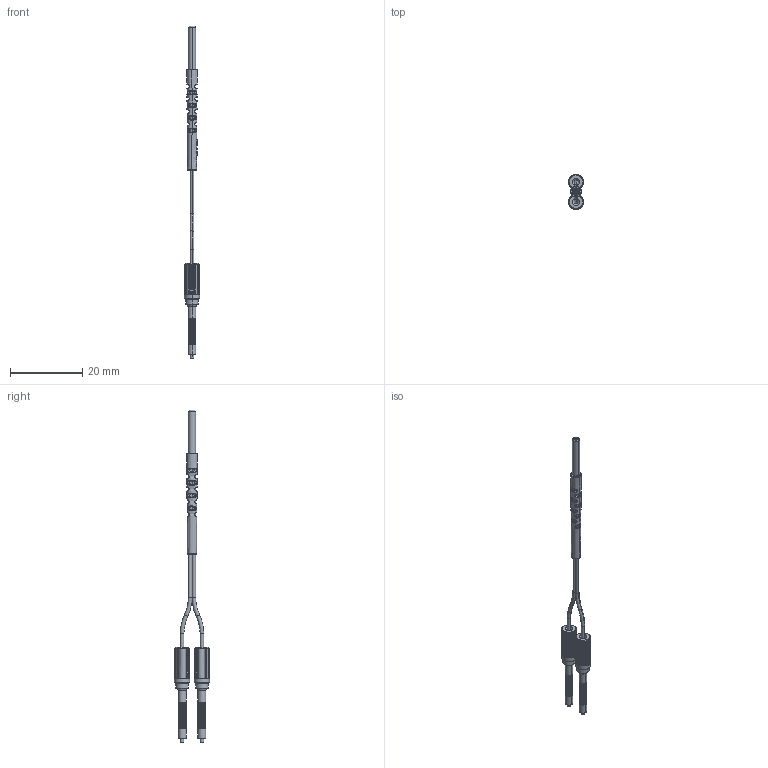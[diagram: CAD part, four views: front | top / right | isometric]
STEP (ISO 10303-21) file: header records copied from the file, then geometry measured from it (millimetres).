
FILE_DESCRIPTION((''),'2;1');
FILE_NAME('PRS2Y10_ASM','2020-06-05T14:17:46',('Administrator'),(''),'CREO PARAMETRIC BY PTC INC, 2018400','CREO PARAMETRIC BY PTC INC, 2018400','');
FILE_SCHEMA(('AUTOMOTIVE_DESIGN { 1 0 10303 214 1 1 1 1 }'));
Length unit declared in the file: millimetre
Products named in the file (6): 2-12TOU_; 10XXX__; JW22_10___; PT2_1___; 10XIAN_3MMHT___ASM; PRS2Y10_ASM
Assembly tree (6 placements, depth 3):
  PRS2Y10_ASM
    2-12TOU_
    10XIAN_3MMHT___ASM
      10XXX__
      JW22_10___  x2
      PT2_1___
Bounding box: 4.2 x 9.7 x 92 mm (x, y, z)
Volume: 581.5 mm3; surface area: 1874.5 mm2
Topology: 6 solids, 6 shells, 966 faces, 2346 edges, 1404 vertices
Faces by surface type: cylinder 398, plane 266, torus 196, bspline 84, cone 22
Entity records: 26802 total; most frequent: CARTESIAN_POINT 10901, DIRECTION 3029, ORIENTED_EDGE 2920, EDGE_CURVE 1460, AXIS2_PLACEMENT_3D 1374, VERTEX_POINT 882, CIRCLE 844, EDGE_LOOP 646
